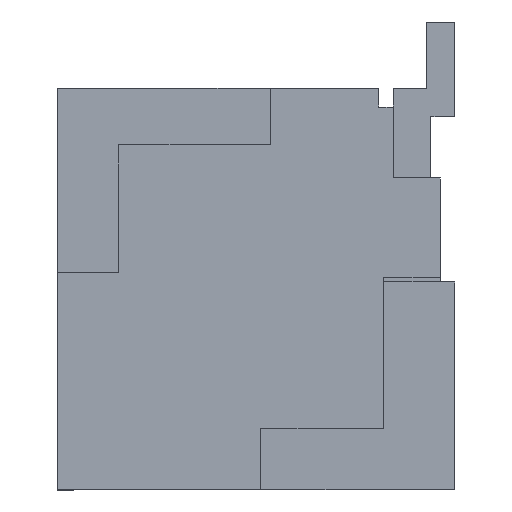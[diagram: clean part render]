
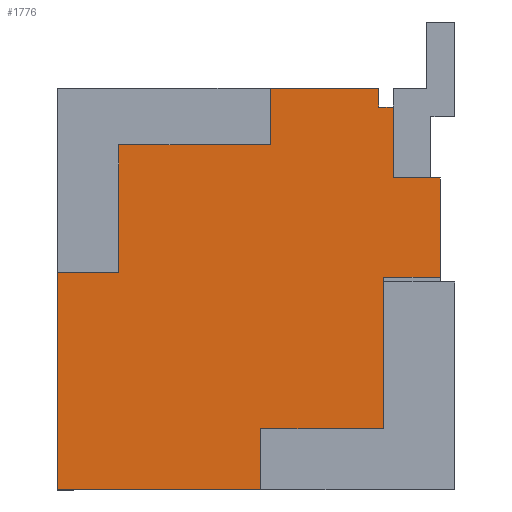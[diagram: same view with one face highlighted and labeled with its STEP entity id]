
A CAD part, left-side view. The second image highlights one B-rep face of the part: STEP entity #1776.
In plain terms, the highlighted planar face has unit normal (-1, 0, 0).
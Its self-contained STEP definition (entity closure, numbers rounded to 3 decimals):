
#4 = VERTEX_POINT ( 'NONE', #1559 ) ;
#41 = PLANE ( 'NONE',  #3758 ) ;
#57 = ORIENTED_EDGE ( 'NONE', *, *, #1276, .T. ) ;
#97 = DIRECTION ( 'NONE',  ( 0., 0., -1. ) ) ;
#105 = ORIENTED_EDGE ( 'NONE', *, *, #1956, .F. ) ;
#110 = VERTEX_POINT ( 'NONE', #550 ) ;
#155 = VERTEX_POINT ( 'NONE', #1625 ) ;
#163 = ORIENTED_EDGE ( 'NONE', *, *, #1616, .F. ) ;
#172 = VECTOR ( 'NONE', #960, 1000. ) ;
#177 = DIRECTION ( 'NONE',  ( 0., 0., 1. ) ) ;
#180 = EDGE_CURVE ( 'NONE', #3195, #2292, #2013, .T. ) ;
#222 = DIRECTION ( 'NONE',  ( 0., -1., 0. ) ) ;
#235 = LINE ( 'NONE', #2384, #2995 ) ;
#273 = VERTEX_POINT ( 'NONE', #304 ) ;
#296 = LINE ( 'NONE', #1292, #417 ) ;
#304 = CARTESIAN_POINT ( 'NONE',  ( -8.25, 1.725, -0.525 ) ) ;
#417 = VECTOR ( 'NONE', #2394, 1000. ) ;
#418 = CARTESIAN_POINT ( 'NONE',  ( -8.25, 0.475, 3.725 ) ) ;
#456 = DIRECTION ( 'NONE',  ( 0., 0., -1. ) ) ;
#488 = VECTOR ( 'NONE', #456, 1000. ) ;
#528 = EDGE_CURVE ( 'NONE', #1424, #273, #4528, .T. ) ;
#550 = CARTESIAN_POINT ( 'NONE',  ( -8.25, 0.425, 0.125 ) ) ;
#723 = ORIENTED_EDGE ( 'NONE', *, *, #3749, .F. ) ;
#724 = CARTESIAN_POINT ( 'NONE',  ( -8.25, 1.625, 3.725 ) ) ;
#784 = VECTOR ( 'NONE', #222, 1000. ) ;
#852 = DIRECTION ( 'NONE',  ( 0., 0., 1. ) ) ;
#866 = VECTOR ( 'NONE', #3809, 1000. ) ;
#956 = CARTESIAN_POINT ( 'NONE',  ( -8.25, 1.625, 3.125 ) ) ;
#960 = DIRECTION ( 'NONE',  ( 0., 0., 1. ) ) ;
#1013 = EDGE_CURVE ( 'NONE', #110, #1424, #1885, .T. ) ;
#1052 = VERTEX_POINT ( 'NONE', #2085 ) ;
#1098 = LINE ( 'NONE', #2336, #172 ) ;
#1125 = CARTESIAN_POINT ( 'NONE',  ( -8.25, 3.875, 1.725 ) ) ;
#1138 = ORIENTED_EDGE ( 'NONE', *, *, #1013, .F. ) ;
#1150 = VECTOR ( 'NONE', #2648, 1000. ) ;
#1151 = CARTESIAN_POINT ( 'NONE',  ( -8.25, -0.175, 1.725 ) ) ;
#1220 = VECTOR ( 'NONE', #1682, 1000. ) ;
#1238 = EDGE_CURVE ( 'NONE', #1052, #2334, #3730, .T. ) ;
#1265 = LINE ( 'NONE', #4370, #1150 ) ;
#1276 = EDGE_CURVE ( 'NONE', #155, #273, #1265, .T. ) ;
#1292 = CARTESIAN_POINT ( 'NONE',  ( -8.25, -0.175, 3.725 ) ) ;
#1364 = VERTEX_POINT ( 'NONE', #3325 ) ;
#1378 = ORIENTED_EDGE ( 'NONE', *, *, #528, .F. ) ;
#1424 = VERTEX_POINT ( 'NONE', #2016 ) ;
#1455 = DIRECTION ( 'NONE',  ( 0., 1., 0. ) ) ;
#1478 = VERTEX_POINT ( 'NONE', #4550 ) ;
#1532 = EDGE_CURVE ( 'NONE', #3292, #2851, #1725, .T. ) ;
#1536 = DIRECTION ( 'NONE',  ( 0., 0., -1. ) ) ;
#1549 = CARTESIAN_POINT ( 'NONE',  ( -8.25, 3.875, 1.775 ) ) ;
#1559 = CARTESIAN_POINT ( 'NONE',  ( -8.25, 3.225, 3.125 ) ) ;
#1562 = ORIENTED_EDGE ( 'NONE', *, *, #2326, .T. ) ;
#1573 = CARTESIAN_POINT ( 'NONE',  ( -8.25, 0.325, 2.775 ) ) ;
#1616 = EDGE_CURVE ( 'NONE', #155, #3195, #2994, .T. ) ;
#1625 = CARTESIAN_POINT ( 'NONE',  ( -8.25, 3.875, -0.525 ) ) ;
#1682 = DIRECTION ( 'NONE',  ( 0., 1., 0. ) ) ;
#1710 = DIRECTION ( 'NONE',  ( 0., -1., 0. ) ) ;
#1725 = LINE ( 'NONE', #724, #2555 ) ;
#1776 = ADVANCED_FACE ( 'NONE', ( #3859 ), #41, .F. ) ;
#1842 = DIRECTION ( 'NONE',  ( 0., 0., 1. ) ) ;
#1885 = LINE ( 'NONE', #2050, #1220 ) ;
#1956 = EDGE_CURVE ( 'NONE', #1478, #1983, #4501, .T. ) ;
#1983 = VERTEX_POINT ( 'NONE', #3396 ) ;
#2013 = LINE ( 'NONE', #3006, #866 ) ;
#2016 = CARTESIAN_POINT ( 'NONE',  ( -8.25, 1.725, 0.125 ) ) ;
#2050 = CARTESIAN_POINT ( 'NONE',  ( -8.25, 3.875, 0.125 ) ) ;
#2082 = VECTOR ( 'NONE', #2602, 1000. ) ;
#2085 = CARTESIAN_POINT ( 'NONE',  ( -8.25, 0.325, 3.525 ) ) ;
#2136 = ORIENTED_EDGE ( 'NONE', *, *, #3833, .F. ) ;
#2193 = ORIENTED_EDGE ( 'NONE', *, *, #2580, .F. ) ;
#2224 = LINE ( 'NONE', #3108, #2939 ) ;
#2292 = VERTEX_POINT ( 'NONE', #2935 ) ;
#2326 = EDGE_CURVE ( 'NONE', #2334, #2511, #1098, .T. ) ;
#2334 = VERTEX_POINT ( 'NONE', #3807 ) ;
#2336 = CARTESIAN_POINT ( 'NONE',  ( -8.25, 0.475, 3.525 ) ) ;
#2384 = CARTESIAN_POINT ( 'NONE',  ( -8.25, 3.875, 3.725 ) ) ;
#2394 = DIRECTION ( 'NONE',  ( 0., 0., 1. ) ) ;
#2511 = VERTEX_POINT ( 'NONE', #418 ) ;
#2532 = VECTOR ( 'NONE', #177, 1000. ) ;
#2544 = EDGE_CURVE ( 'NONE', #1478, #1052, #4345, .T. ) ;
#2555 = VECTOR ( 'NONE', #1842, 1000. ) ;
#2580 = EDGE_CURVE ( 'NONE', #2292, #4, #4230, .T. ) ;
#2584 = VECTOR ( 'NONE', #3999, 1000. ) ;
#2602 = DIRECTION ( 'NONE',  ( 0., 0., 1. ) ) ;
#2607 = VECTOR ( 'NONE', #1455, 1000. ) ;
#2648 = DIRECTION ( 'NONE',  ( 0., -1., 0. ) ) ;
#2822 = DIRECTION ( 'NONE',  ( 0., 1., 0. ) ) ;
#2851 = VERTEX_POINT ( 'NONE', #3207 ) ;
#2859 = DIRECTION ( 'NONE',  ( 1., 0., 0. ) ) ;
#2935 = CARTESIAN_POINT ( 'NONE',  ( -8.25, 3.225, 1.775 ) ) ;
#2939 = VECTOR ( 'NONE', #1710, 1000. ) ;
#2961 = CARTESIAN_POINT ( 'NONE',  ( -8.25, 3.875, 3.725 ) ) ;
#2972 = VECTOR ( 'NONE', #1536, 1000. ) ;
#2974 = CARTESIAN_POINT ( 'NONE',  ( -8.25, 0.425, 3.725 ) ) ;
#2994 = LINE ( 'NONE', #2961, #3989 ) ;
#2995 = VECTOR ( 'NONE', #2822, 1000. ) ;
#3006 = CARTESIAN_POINT ( 'NONE',  ( -8.25, 3.875, 1.775 ) ) ;
#3108 = CARTESIAN_POINT ( 'NONE',  ( -8.25, 3.875, 3.125 ) ) ;
#3138 = ORIENTED_EDGE ( 'NONE', *, *, #2544, .T. ) ;
#3181 = ORIENTED_EDGE ( 'NONE', *, *, #180, .F. ) ;
#3183 = EDGE_LOOP ( 'NONE', ( #723, #2193, #3181, #163, #57, #1378, #1138, #3197, #2136, #4398, #105, #3138, #4330, #1562, #3242, #3966 ) ) ;
#3195 = VERTEX_POINT ( 'NONE', #1549 ) ;
#3197 = ORIENTED_EDGE ( 'NONE', *, *, #4445, .F. ) ;
#3207 = CARTESIAN_POINT ( 'NONE',  ( -8.25, 1.625, 3.725 ) ) ;
#3242 = ORIENTED_EDGE ( 'NONE', *, *, #3721, .T. ) ;
#3292 = VERTEX_POINT ( 'NONE', #956 ) ;
#3325 = CARTESIAN_POINT ( 'NONE',  ( -8.25, 0.425, 1.725 ) ) ;
#3327 = LINE ( 'NONE', #1125, #2607 ) ;
#3396 = CARTESIAN_POINT ( 'NONE',  ( -8.25, -0.175, 2.775 ) ) ;
#3569 = CARTESIAN_POINT ( 'NONE',  ( -8.25, 3.225, 3.725 ) ) ;
#3721 = EDGE_CURVE ( 'NONE', #2511, #2851, #235, .T. ) ;
#3730 = LINE ( 'NONE', #4326, #2584 ) ;
#3749 = EDGE_CURVE ( 'NONE', #4, #3292, #2224, .T. ) ;
#3758 = AXIS2_PLACEMENT_3D ( 'NONE', #4239, #2859, #97 ) ;
#3807 = CARTESIAN_POINT ( 'NONE',  ( -8.25, 0.475, 3.525 ) ) ;
#3809 = DIRECTION ( 'NONE',  ( 0., -1., 0. ) ) ;
#3833 = EDGE_CURVE ( 'NONE', #4538, #1364, #3327, .T. ) ;
#3859 = FACE_OUTER_BOUND ( 'NONE', #3183, .T. ) ;
#3966 = ORIENTED_EDGE ( 'NONE', *, *, #1532, .F. ) ;
#3989 = VECTOR ( 'NONE', #852, 1000. ) ;
#3999 = DIRECTION ( 'NONE',  ( 0., 1., 0. ) ) ;
#4063 = LINE ( 'NONE', #2974, #2972 ) ;
#4075 = CARTESIAN_POINT ( 'NONE',  ( -8.25, 3.875, 2.775 ) ) ;
#4128 = EDGE_CURVE ( 'NONE', #4538, #1983, #296, .T. ) ;
#4230 = LINE ( 'NONE', #3569, #2082 ) ;
#4239 = CARTESIAN_POINT ( 'NONE',  ( -8.25, 3.875, 3.725 ) ) ;
#4261 = CARTESIAN_POINT ( 'NONE',  ( -8.25, 1.725, -0.525 ) ) ;
#4326 = CARTESIAN_POINT ( 'NONE',  ( -8.25, 0.325, 3.525 ) ) ;
#4330 = ORIENTED_EDGE ( 'NONE', *, *, #1238, .T. ) ;
#4345 = LINE ( 'NONE', #1573, #2532 ) ;
#4370 = CARTESIAN_POINT ( 'NONE',  ( -8.25, 3.875, -0.525 ) ) ;
#4398 = ORIENTED_EDGE ( 'NONE', *, *, #4128, .T. ) ;
#4445 = EDGE_CURVE ( 'NONE', #1364, #110, #4063, .T. ) ;
#4501 = LINE ( 'NONE', #4075, #784 ) ;
#4528 = LINE ( 'NONE', #4261, #488 ) ;
#4538 = VERTEX_POINT ( 'NONE', #1151 ) ;
#4550 = CARTESIAN_POINT ( 'NONE',  ( -8.25, 0.325, 2.775 ) ) ;
